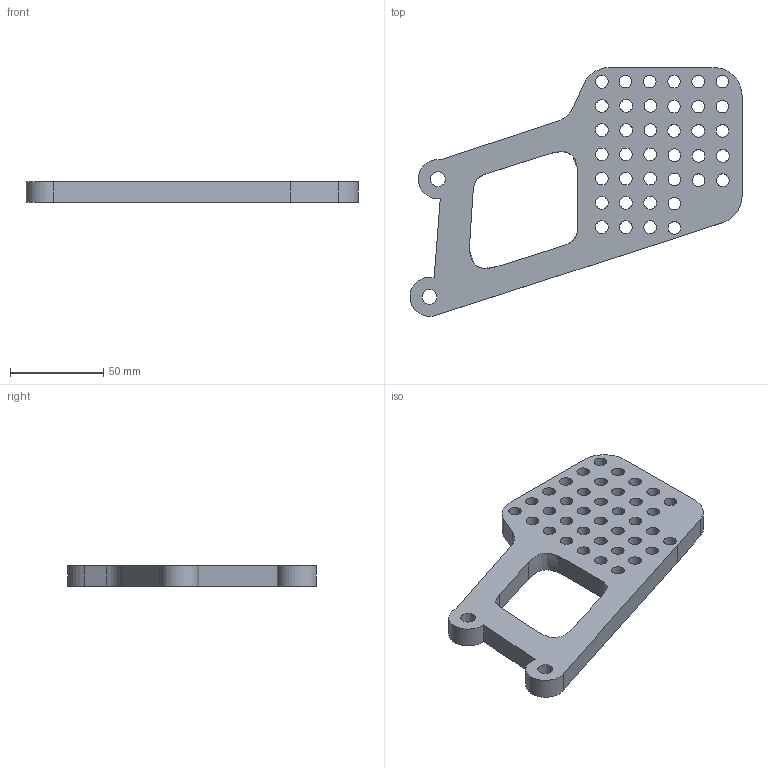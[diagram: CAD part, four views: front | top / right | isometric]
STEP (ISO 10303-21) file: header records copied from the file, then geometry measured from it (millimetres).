
FILE_DESCRIPTION(/* description */ (''),/* implementation_level */ '2;1');
FILE_NAME(/* name */ 'commande recul avec v2 v1.step',/* time_stamp */ '2023-11-18T12:56:05+01:00',/* author */ (''),/* organization */ (''),/* preprocessor_version */ 'ST-DEVELOPER v20',/* originating_system */ 'Autodesk Translation Framework v12.14.0.127',/* authorisation */ '');
FILE_SCHEMA (('AUTOMOTIVE_DESIGN { 1 0 10303 214 3 1 1 }'));
Length unit declared in the file: millimetre
Products named in the file (1): commande reculé avec v2
Bounding box: 177.93 x 133.32 x 11 mm (x, y, z)
Volume: 115465.2 mm3; surface area: 38624.3 mm2
Topology: 1 solids, 1 shells, 63 faces, 183 edges, 122 vertices
Faces by surface type: cylinder 46, plane 13, bspline 4
Full cylindrical faces by diameter (mm): 6.779 x38, 8 x2
Entity records: 2540 total; most frequent: CARTESIAN_POINT 627, DIRECTION 379, ORIENTED_EDGE 366, EDGE_CURVE 183, AXIS2_PLACEMENT_3D 152, EDGE_LOOP 145, VERTEX_POINT 122, CIRCLE 92
